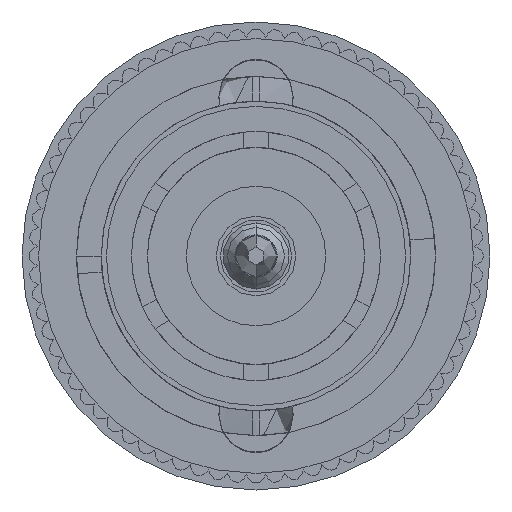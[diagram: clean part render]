
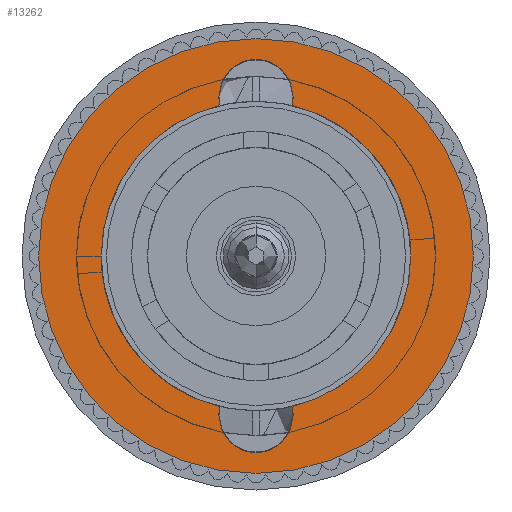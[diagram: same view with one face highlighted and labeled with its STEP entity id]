
A CAD part, front view. The second image highlights one B-rep face of the part: STEP entity #13262.
In plain terms, the highlighted face is planar.
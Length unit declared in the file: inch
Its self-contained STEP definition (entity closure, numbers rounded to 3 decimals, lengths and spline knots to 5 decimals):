
#157 = DIRECTION ( 'NONE',  ( 1., 0., 0. ) ) ;
#249 = VERTEX_POINT ( 'NONE', #1384 ) ;
#515 = FACE_OUTER_BOUND ( 'NONE', #3872, .T. ) ;
#591 = CARTESIAN_POINT ( 'NONE',  ( -0.2725, 0., 0. ) ) ;
#593 = ORIENTED_EDGE ( 'NONE', *, *, #1744, .F. ) ;
#739 = CARTESIAN_POINT ( 'NONE',  ( -0.0451, 0.18868, 0. ) ) ;
#1102 = CARTESIAN_POINT ( 'NONE',  ( 0., 0.2, 0. ) ) ;
#1234 = DIRECTION ( 'NONE',  ( 0., 0., 1. ) ) ;
#1331 = CIRCLE ( 'NONE', #10749, 0.0465 ) ;
#1339 = EDGE_CURVE ( 'NONE', #9467, #6252, #1442, .T. ) ;
#1384 = CARTESIAN_POINT ( 'NONE',  ( -0.0465, -0.2, 0. ) ) ;
#1409 = DIRECTION ( 'NONE',  ( 0., 0., 1. ) ) ;
#1442 = CIRCLE ( 'NONE', #9294, 0.0465 ) ;
#1744 = EDGE_CURVE ( 'NONE', #6489, #11847, #8211, .T. ) ;
#2104 = DIRECTION ( 'NONE',  ( 0., 0., 1. ) ) ;
#2220 = DIRECTION ( 'NONE',  ( 1., 0., 0. ) ) ;
#2360 = ORIENTED_EDGE ( 'NONE', *, *, #9916, .T. ) ;
#2380 = ORIENTED_EDGE ( 'NONE', *, *, #7844, .F. ) ;
#2461 = AXIS2_PLACEMENT_3D ( 'NONE', #5550, #1409, #157 ) ;
#2614 = FACE_BOUND ( 'NONE', #2881, .T. ) ;
#2854 = EDGE_CURVE ( 'NONE', #3917, #3593, #5489, .T. ) ;
#2881 = EDGE_LOOP ( 'NONE', ( #7355, #5772, #7066, #13674, #12555, #593, #10214, #2380, #9437, #5267 ) ) ;
#3003 = CIRCLE ( 'NONE', #6804, 0.194 ) ;
#3066 = CARTESIAN_POINT ( 'NONE',  ( 0., 0., 0. ) ) ;
#3075 = CARTESIAN_POINT ( 'NONE',  ( 0., -0.2, 0. ) ) ;
#3105 = EDGE_CURVE ( 'NONE', #6252, #3176, #11319, .T. ) ;
#3176 = VERTEX_POINT ( 'NONE', #739 ) ;
#3229 = AXIS2_PLACEMENT_3D ( 'NONE', #11002, #13241, #6648 ) ;
#3295 = DIRECTION ( 'NONE',  ( 0., 0., 1. ) ) ;
#3567 = AXIS2_PLACEMENT_3D ( 'NONE', #10190, #11176, #12513 ) ;
#3593 = VERTEX_POINT ( 'NONE', #11684 ) ;
#3821 = CIRCLE ( 'NONE', #5174, 0.194 ) ;
#3872 = EDGE_LOOP ( 'NONE', ( #12524, #2360 ) ) ;
#3917 = VERTEX_POINT ( 'NONE', #12705 ) ;
#4199 = DIRECTION ( 'NONE',  ( -1., 0., 0. ) ) ;
#4584 = DIRECTION ( 'NONE',  ( 0., 0., 1. ) ) ;
#4999 = CARTESIAN_POINT ( 'NONE',  ( 0.0451, 0.18868, 0. ) ) ;
#5130 = VERTEX_POINT ( 'NONE', #591 ) ;
#5174 = AXIS2_PLACEMENT_3D ( 'NONE', #12906, #3295, #7446 ) ;
#5267 = ORIENTED_EDGE ( 'NONE', *, *, #2854, .F. ) ;
#5368 = DIRECTION ( 'NONE',  ( 0., 0., 1. ) ) ;
#5373 = DIRECTION ( 'NONE',  ( 0., 0., 1. ) ) ;
#5437 = AXIS2_PLACEMENT_3D ( 'NONE', #13618, #10534, #9484 ) ;
#5489 = CIRCLE ( 'NONE', #7294, 0.194 ) ;
#5550 = CARTESIAN_POINT ( 'NONE',  ( 0., 0., 0. ) ) ;
#5604 = VERTEX_POINT ( 'NONE', #7442 ) ;
#5765 = DIRECTION ( 'NONE',  ( 1., 0., 0. ) ) ;
#5772 = ORIENTED_EDGE ( 'NONE', *, *, #3105, .F. ) ;
#6086 = EDGE_CURVE ( 'NONE', #3593, #249, #11239, .T. ) ;
#6119 = CIRCLE ( 'NONE', #5437, 0.2725 ) ;
#6161 = DIRECTION ( 'NONE',  ( 1., 0., 0. ) ) ;
#6252 = VERTEX_POINT ( 'NONE', #10978 ) ;
#6489 = VERTEX_POINT ( 'NONE', #13722 ) ;
#6648 = DIRECTION ( 'NONE',  ( 1., 0., 0. ) ) ;
#6804 = AXIS2_PLACEMENT_3D ( 'NONE', #8097, #12443, #5765 ) ;
#7044 = VERTEX_POINT ( 'NONE', #10172 ) ;
#7066 = ORIENTED_EDGE ( 'NONE', *, *, #1339, .F. ) ;
#7258 = DIRECTION ( 'NONE',  ( -1., 0., 0. ) ) ;
#7280 = DIRECTION ( 'NONE',  ( -1., 0., 0. ) ) ;
#7294 = AXIS2_PLACEMENT_3D ( 'NONE', #7425, #1234, #2220 ) ;
#7355 = ORIENTED_EDGE ( 'NONE', *, *, #12174, .F. ) ;
#7359 = AXIS2_PLACEMENT_3D ( 'NONE', #3075, #10511, #9391 ) ;
#7425 = CARTESIAN_POINT ( 'NONE',  ( 0., 0., 0. ) ) ;
#7442 = CARTESIAN_POINT ( 'NONE',  ( 0.2725, 0., 0. ) ) ;
#7446 = DIRECTION ( 'NONE',  ( 1., 0., 0. ) ) ;
#7617 = DIRECTION ( 'NONE',  ( 1., 0., 0. ) ) ;
#7844 = EDGE_CURVE ( 'NONE', #249, #7044, #8698, .T. ) ;
#8097 = CARTESIAN_POINT ( 'NONE',  ( 0., 0., 0. ) ) ;
#8211 = CIRCLE ( 'NONE', #11567, 0.194 ) ;
#8494 = VERTEX_POINT ( 'NONE', #4999 ) ;
#8698 = CIRCLE ( 'NONE', #7359, 0.0465 ) ;
#9294 = AXIS2_PLACEMENT_3D ( 'NONE', #9603, #2104, #4199 ) ;
#9391 = DIRECTION ( 'NONE',  ( 1., 0., 0. ) ) ;
#9437 = ORIENTED_EDGE ( 'NONE', *, *, #6086, .F. ) ;
#9467 = VERTEX_POINT ( 'NONE', #13206 ) ;
#9484 = DIRECTION ( 'NONE',  ( 1., 0., 0. ) ) ;
#9603 = CARTESIAN_POINT ( 'NONE',  ( 0., 0.2, 0. ) ) ;
#9751 = AXIS2_PLACEMENT_3D ( 'NONE', #13077, #4584, #7258 ) ;
#9916 = EDGE_CURVE ( 'NONE', #5130, #5604, #11664, .T. ) ;
#10172 = CARTESIAN_POINT ( 'NONE',  ( 0.0465, -0.2, 0. ) ) ;
#10190 = CARTESIAN_POINT ( 'NONE',  ( 0.2725, 0., 0. ) ) ;
#10214 = ORIENTED_EDGE ( 'NONE', *, *, #11209, .F. ) ;
#10254 = EDGE_CURVE ( 'NONE', #5604, #5130, #6119, .T. ) ;
#10401 = CIRCLE ( 'NONE', #3229, 0.0465 ) ;
#10511 = DIRECTION ( 'NONE',  ( 0., 0., 1. ) ) ;
#10534 = DIRECTION ( 'NONE',  ( 0., 0., 1. ) ) ;
#10749 = AXIS2_PLACEMENT_3D ( 'NONE', #1102, #13867, #7280 ) ;
#10978 = CARTESIAN_POINT ( 'NONE',  ( -0.0465, 0.2, 0. ) ) ;
#11002 = CARTESIAN_POINT ( 'NONE',  ( 0., -0.2, 0. ) ) ;
#11122 = EDGE_CURVE ( 'NONE', #11847, #8494, #3003, .T. ) ;
#11176 = DIRECTION ( 'NONE',  ( 0., 0., 1. ) ) ;
#11209 = EDGE_CURVE ( 'NONE', #7044, #6489, #10401, .T. ) ;
#11239 = CIRCLE ( 'NONE', #13023, 0.0465 ) ;
#11319 = CIRCLE ( 'NONE', #9751, 0.0465 ) ;
#11424 = EDGE_CURVE ( 'NONE', #8494, #9467, #1331, .T. ) ;
#11567 = AXIS2_PLACEMENT_3D ( 'NONE', #3066, #5368, #7617 ) ;
#11664 = CIRCLE ( 'NONE', #2461, 0.2725 ) ;
#11684 = CARTESIAN_POINT ( 'NONE',  ( -0.0451, -0.18868, 0. ) ) ;
#11694 = CARTESIAN_POINT ( 'NONE',  ( 0.194, 0., 0. ) ) ;
#11709 = CARTESIAN_POINT ( 'NONE',  ( 0., -0.2, 0. ) ) ;
#11847 = VERTEX_POINT ( 'NONE', #11694 ) ;
#12174 = EDGE_CURVE ( 'NONE', #3176, #3917, #3821, .T. ) ;
#12443 = DIRECTION ( 'NONE',  ( 0., 0., 1. ) ) ;
#12445 = PLANE ( 'NONE',  #3567 ) ;
#12513 = DIRECTION ( 'NONE',  ( 1., 0., 0. ) ) ;
#12524 = ORIENTED_EDGE ( 'NONE', *, *, #10254, .T. ) ;
#12555 = ORIENTED_EDGE ( 'NONE', *, *, #11122, .F. ) ;
#12705 = CARTESIAN_POINT ( 'NONE',  ( -0.194, 0., 0. ) ) ;
#12906 = CARTESIAN_POINT ( 'NONE',  ( 0., 0., 0. ) ) ;
#13023 = AXIS2_PLACEMENT_3D ( 'NONE', #11709, #5373, #6161 ) ;
#13077 = CARTESIAN_POINT ( 'NONE',  ( 0., 0.2, 0. ) ) ;
#13206 = CARTESIAN_POINT ( 'NONE',  ( 0.0465, 0.2, 0. ) ) ;
#13241 = DIRECTION ( 'NONE',  ( 0., 0., 1. ) ) ;
#13262 = ADVANCED_FACE ( 'NONE', ( #2614, #515 ), #12445, .T. ) ;
#13618 = CARTESIAN_POINT ( 'NONE',  ( 0., 0., 0. ) ) ;
#13674 = ORIENTED_EDGE ( 'NONE', *, *, #11424, .F. ) ;
#13722 = CARTESIAN_POINT ( 'NONE',  ( 0.0451, -0.18868, 0. ) ) ;
#13867 = DIRECTION ( 'NONE',  ( 0., 0., 1. ) ) ;
